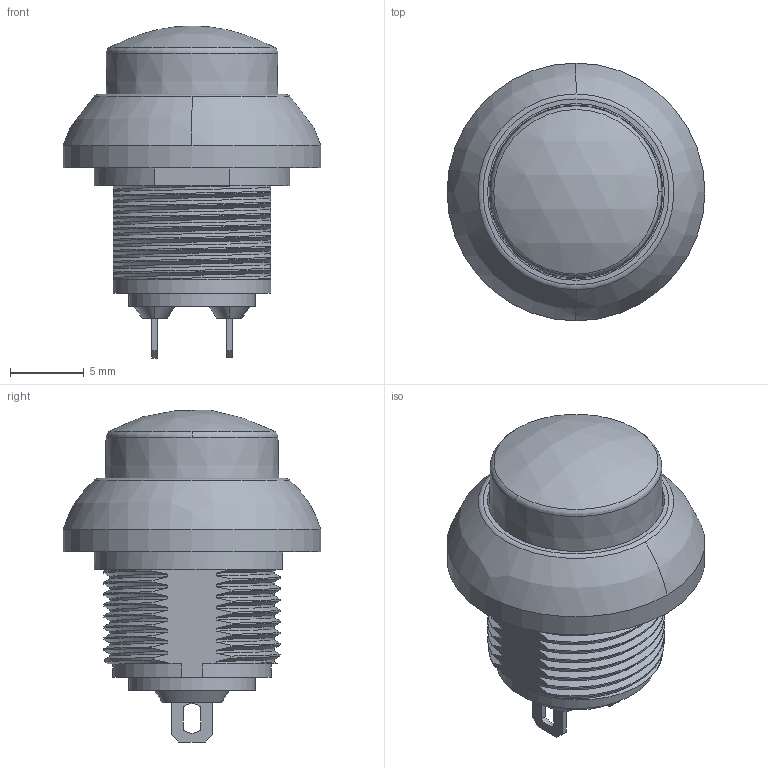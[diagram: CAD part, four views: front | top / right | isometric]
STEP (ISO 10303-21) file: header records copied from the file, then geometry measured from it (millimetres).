
FILE_DESCRIPTION(/* description */ (''),/* implementation_level */ '2;1');
FILE_NAME(/* name */ 'RP8701AB2M1CEBLKxxxNIL.stp',/* time_stamp */ '2025-02-26T09:13:06-06:00',/* author */ ('jsteinblock'),/* organization */ (''),/* preprocessor_version */ 'ST-DEVELOPER v20',/* originating_system */ 'Autodesk Inventor 2022',/* authorisation */ '');
FILE_SCHEMA (('AUTOMOTIVE_DESIGN { 1 0 10303 214 3 1 1 }'));
Length unit declared in the file: inch
Products named in the file (1): RP8701AB2M1CEBLKxxxNIL
Bounding box: 17.5 x 17.5 x 22.54 mm (x, y, z)
Volume: 1351 mm3; surface area: 2526.3 mm2
Topology: 2 solids, 2 shells, 350 faces, 993 edges, 651 vertices
Faces by surface type: plane 161, cylinder 72, bspline 63, cone 30, torus 22, sphere 2
Full cylindrical faces by diameter (mm): 2.5 x1, 3 x1, 4.4 x1, 7.343 x2, 8.6 x1, 8.8 x1, 9.55 x1, 11 x1, 12 x1, 13.3 x1, 16 x1, 17.5 x1
Entity records: 15178 total; most frequent: CARTESIAN_POINT 6556, ORIENTED_EDGE 1986, DIRECTION 1576, EDGE_CURVE 993, VERTEX_POINT 651, AXIS2_PLACEMENT_3D 551, LINE 474, VECTOR 474
